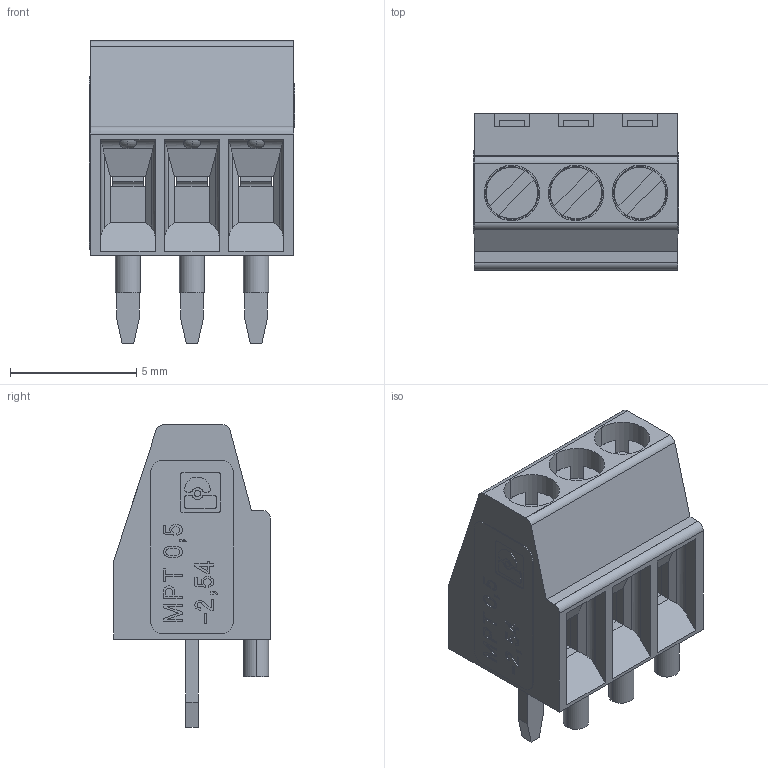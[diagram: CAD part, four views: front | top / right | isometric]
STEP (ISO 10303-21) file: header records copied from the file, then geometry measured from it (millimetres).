
FILE_DESCRIPTION(('STEP AP214'),'1');
FILE_NAME('cctmp_C6C56F14-7CA4-4F1A-BCE6-BE8CD459F9AE_2023_03_20_09_52_15_0110_9064..stp','2023-03-20T09:52:15',('PHOENIX CONTACT Deutschland GmbH'),('CADClick - www.CADClick.com'),'Spatial InterOp 3D',' ','unknown authorization');
FILE_SCHEMA(('AUTOMOTIVE_DESIGN'));
Length unit declared in the file: millimetre
Products named in the file (11): 2023_03_20_09_52_14_0626; 2023_03_20_09_52_15_0110; 2023_03_20_09_52_15_0094; 2023_03_20_09_52_15_0079; 2023_03_20_09_52_15_0063; 2023_03_20_09_52_15_0047; 2023_03_20_09_52_15_0032; 2023_03_20_09_52_15_0016; 2023_03_20_09_52_15_0001; 2023_03_20_09_52_14_0985; 2023_03_20_09_52_14_0954
Assembly tree (10 placements, depth 2):
  2023_03_20_09_52_14_0626
    2023_03_20_09_52_15_0110
    2023_03_20_09_52_15_0094
    2023_03_20_09_52_15_0079
    2023_03_20_09_52_15_0063
    2023_03_20_09_52_15_0047
    2023_03_20_09_52_15_0032
    2023_03_20_09_52_15_0016
    2023_03_20_09_52_15_0001
    2023_03_20_09_52_14_0985
    2023_03_20_09_52_14_0954
Bounding box: 8.14 x 6.2 x 12 mm (x, y, z)
Volume: 257 mm3; surface area: 1021.1 mm2
Topology: 10 solids, 10 shells, 768 faces, 2139 edges, 1414 vertices
Faces by surface type: plane 603, cylinder 147, cone 12, sphere 6
Entity records: 49638 total; most frequent: CARTESIAN_POINT 6708, ORIENTED_EDGE 4278, STYLED_ITEM 4080, PRESENTATION_STYLE_ASSIGNMENT 4080, COLOUR_RGB 4080, DIRECTION 3964, EDGE_CURVE 2139, CURVE_STYLE 2055
